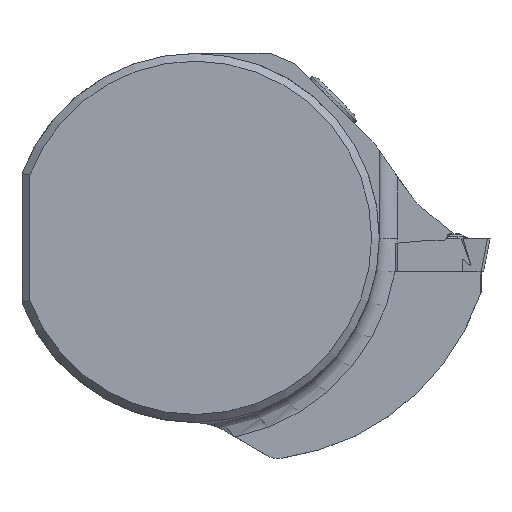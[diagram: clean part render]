
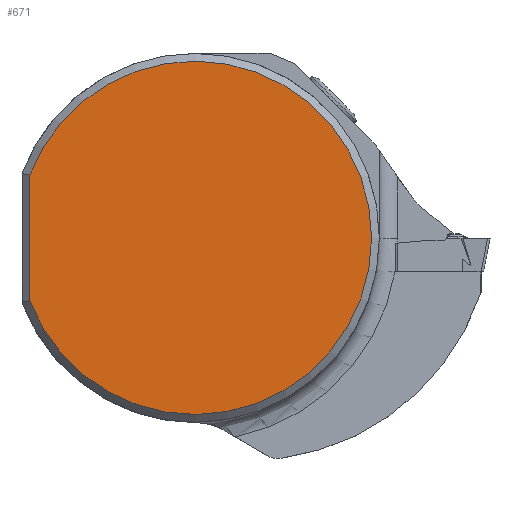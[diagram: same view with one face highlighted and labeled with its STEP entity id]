
A CAD part, top view. The second image highlights one B-rep face of the part: STEP entity #671.
In plain terms, the highlighted planar face has unit normal (0, 0, 1).
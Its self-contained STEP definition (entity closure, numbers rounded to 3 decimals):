
#213=CIRCLE('',#2275,15.325);
#280=PLANE('',#2278);
#400=LINE('',#4196,#552);
#552=VECTOR('',#2658,1.);
#671=ADVANCED_FACE('',(#797),#280,.F.);
#797=FACE_OUTER_BOUND('',#911,.T.);
#911=EDGE_LOOP('',(#1375,#1376));
#1375=ORIENTED_EDGE('',*,*,#1939,.F.);
#1376=ORIENTED_EDGE('',*,*,#1956,.T.);
#1683=VERTEX_POINT('',#4190);
#1684=VERTEX_POINT('',#4195);
#1939=EDGE_CURVE('',#1684,#1683,#400,.T.);
#1956=EDGE_CURVE('',#1684,#1683,#213,.T.);
#2275=AXIS2_PLACEMENT_3D('',#4231,#2702,#2703);
#2278=AXIS2_PLACEMENT_3D('',#4234,#2708,#2709);
#2658=DIRECTION('',(0.,1.,0.));
#2702=DIRECTION('',(0.,0.,1.));
#2703=DIRECTION('',(1.,0.,0.));
#2708=DIRECTION('',(0.,0.,-1.));
#2709=DIRECTION('',(1.,0.,0.));
#4190=CARTESIAN_POINT('',(-14.325,5.445,0.));
#4195=CARTESIAN_POINT('',(-14.325,-5.445,0.));
#4196=CARTESIAN_POINT('',(-14.325,16.,0.));
#4231=CARTESIAN_POINT('',(0.,0.,0.));
#4234=CARTESIAN_POINT('',(0.,0.,0.));
